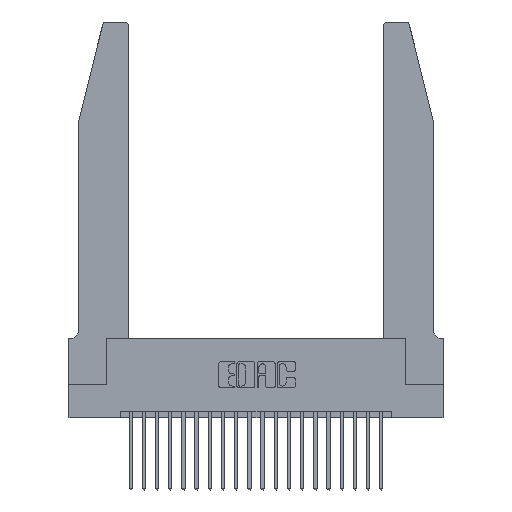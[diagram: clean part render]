
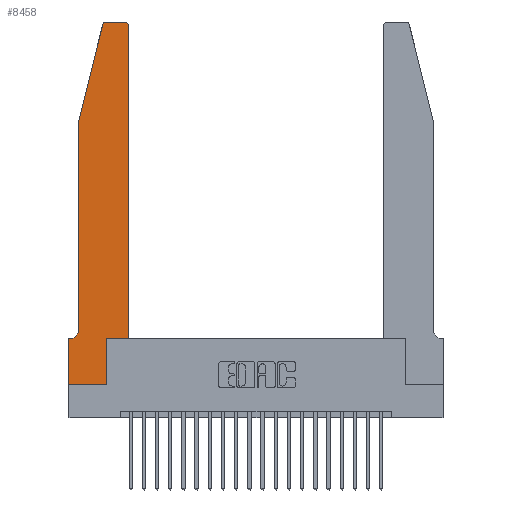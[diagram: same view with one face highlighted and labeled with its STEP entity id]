
A CAD part, top view. The second image highlights one B-rep face of the part: STEP entity #8458.
In plain terms, the highlighted planar face has unit normal (0, 0, 1).
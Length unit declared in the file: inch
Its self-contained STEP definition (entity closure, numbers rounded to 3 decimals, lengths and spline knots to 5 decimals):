
#159 = AXIS2_PLACEMENT_3D ( 'NONE', #8252, #23273, #6880 ) ;
#322 = VERTEX_POINT ( 'NONE', #22992 ) ;
#556 = DIRECTION ( 'NONE',  ( 1., 0., 0. ) ) ;
#760 = CARTESIAN_POINT ( 'NONE',  ( 0.4205, 2.75, 0.37 ) ) ;
#898 = VERTEX_POINT ( 'NONE', #9154 ) ;
#964 = DIRECTION ( 'NONE',  ( 0., 1., 0. ) ) ;
#970 = DIRECTION ( 'NONE',  ( -0.239, -0.971, 0. ) ) ;
#1027 = CARTESIAN_POINT ( 'NONE',  ( 0., 0., 0.37 ) ) ;
#1236 = EDGE_CURVE ( 'NONE', #1351, #7041, #10168, .T. ) ;
#1351 = VERTEX_POINT ( 'NONE', #20338 ) ;
#1629 = VERTEX_POINT ( 'NONE', #18518 ) ;
#1932 = LINE ( 'NONE', #22881, #15786 ) ;
#2218 = CARTESIAN_POINT ( 'NONE',  ( 0.4205, 2.72, 0.37 ) ) ;
#2343 = CIRCLE ( 'NONE', #8200, 0.07 ) ;
#2362 = VERTEX_POINT ( 'NONE', #18358 ) ;
#2395 = ORIENTED_EDGE ( 'NONE', *, *, #9869, .T. ) ;
#2510 = VECTOR ( 'NONE', #4167, 39.37008 ) ;
#2673 = ORIENTED_EDGE ( 'NONE', *, *, #4679, .T. ) ;
#2709 = LINE ( 'NONE', #8910, #9229 ) ;
#3412 = EDGE_CURVE ( 'NONE', #15772, #322, #5529, .T. ) ;
#3530 = LINE ( 'NONE', #14579, #9186 ) ;
#3802 = EDGE_CURVE ( 'NONE', #898, #10855, #2709, .T. ) ;
#3840 = VECTOR ( 'NONE', #970, 39.37008 ) ;
#3896 = VECTOR ( 'NONE', #8831, 39.37008 ) ;
#3910 = ORIENTED_EDGE ( 'NONE', *, *, #6510, .T. ) ;
#4022 = CARTESIAN_POINT ( 'NONE',  ( 0.0055, 0.42, 0.37 ) ) ;
#4167 = DIRECTION ( 'NONE',  ( 0., -1., 0. ) ) ;
#4679 = EDGE_CURVE ( 'NONE', #2362, #1629, #3530, .T. ) ;
#5427 = ORIENTED_EDGE ( 'NONE', *, *, #14154, .T. ) ;
#5529 = CIRCLE ( 'NONE', #159, 0.03 ) ;
#5797 = DIRECTION ( 'NONE',  ( 0., 0., 1. ) ) ;
#6510 = EDGE_CURVE ( 'NONE', #7041, #17894, #13148, .T. ) ;
#6662 = DIRECTION ( 'NONE',  ( -1., 0., 0. ) ) ;
#6880 = DIRECTION ( 'NONE',  ( 1., 0., 0. ) ) ;
#7041 = VERTEX_POINT ( 'NONE', #20421 ) ;
#7623 = DIRECTION ( 'NONE',  ( -1., 0., 0. ) ) ;
#7851 = ORIENTED_EDGE ( 'NONE', *, *, #21249, .T. ) ;
#8016 = CARTESIAN_POINT ( 'NONE',  ( 0.2865, 0., 0.37 ) ) ;
#8124 = CARTESIAN_POINT ( 'NONE',  ( 0., 0.35, 0.37 ) ) ;
#8200 = AXIS2_PLACEMENT_3D ( 'NONE', #4022, #16647, #7623 ) ;
#8252 = CARTESIAN_POINT ( 'NONE',  ( 0.284, 2.72, 0.37 ) ) ;
#8458 = ADVANCED_FACE ( 'NONE', ( #15292 ), #13418, .T. ) ;
#8577 = CARTESIAN_POINT ( 'NONE',  ( 0.0755, 2., 0.37 ) ) ;
#8586 = AXIS2_PLACEMENT_3D ( 'NONE', #8124, #5797, #9739 ) ;
#8590 = CARTESIAN_POINT ( 'NONE',  ( 0.2865, 0.35, 0.37 ) ) ;
#8631 = VERTEX_POINT ( 'NONE', #19109 ) ;
#8831 = DIRECTION ( 'NONE',  ( 0., 1., 0. ) ) ;
#8881 = VERTEX_POINT ( 'NONE', #760 ) ;
#8888 = DIRECTION ( 'NONE',  ( -1., 0., 0. ) ) ;
#8910 = CARTESIAN_POINT ( 'NONE',  ( 0.4505, 0.35, 0.37 ) ) ;
#9154 = CARTESIAN_POINT ( 'NONE',  ( 0.4505, 0.35, 0.37 ) ) ;
#9186 = VECTOR ( 'NONE', #10929, 39.37008 ) ;
#9229 = VECTOR ( 'NONE', #964, 39.37008 ) ;
#9739 = DIRECTION ( 'NONE',  ( 1., 0., 0. ) ) ;
#9869 = EDGE_CURVE ( 'NONE', #8881, #15772, #22336, .T. ) ;
#10168 = LINE ( 'NONE', #16478, #2510 ) ;
#10207 = CARTESIAN_POINT ( 'NONE',  ( 0.4505, 0.35, 0.37 ) ) ;
#10443 = CARTESIAN_POINT ( 'NONE',  ( 0.284, 2.75, 0.37 ) ) ;
#10855 = VERTEX_POINT ( 'NONE', #11149 ) ;
#10929 = DIRECTION ( 'NONE',  ( 0., -1., 0. ) ) ;
#11149 = CARTESIAN_POINT ( 'NONE',  ( 0.4505, 2.72, 0.37 ) ) ;
#11424 = EDGE_LOOP ( 'NONE', ( #2395, #16564, #7851, #2673, #16054, #18040, #18879, #3910, #5427, #20648, #12773, #12872 ) ) ;
#11770 = VERTEX_POINT ( 'NONE', #20076 ) ;
#12344 = EDGE_CURVE ( 'NONE', #10855, #8881, #12814, .T. ) ;
#12694 = LINE ( 'NONE', #8590, #3896 ) ;
#12724 = VECTOR ( 'NONE', #8888, 39.37008 ) ;
#12773 = ORIENTED_EDGE ( 'NONE', *, *, #3802, .T. ) ;
#12814 = CIRCLE ( 'NONE', #20877, 0.03 ) ;
#12872 = ORIENTED_EDGE ( 'NONE', *, *, #12344, .T. ) ;
#13148 = LINE ( 'NONE', #1027, #18478 ) ;
#13418 = PLANE ( 'NONE',  #8586 ) ;
#14154 = EDGE_CURVE ( 'NONE', #17894, #11770, #12694, .T. ) ;
#14183 = EDGE_CURVE ( 'NONE', #8631, #1351, #1932, .T. ) ;
#14378 = VECTOR ( 'NONE', #23105, 39.37008 ) ;
#14579 = CARTESIAN_POINT ( 'NONE',  ( 0.0755, 2., 0.37 ) ) ;
#15292 = FACE_OUTER_BOUND ( 'NONE', #11424, .T. ) ;
#15769 = LINE ( 'NONE', #10207, #14378 ) ;
#15772 = VERTEX_POINT ( 'NONE', #10443 ) ;
#15786 = VECTOR ( 'NONE', #6662, 39.37008 ) ;
#15804 = CARTESIAN_POINT ( 'NONE',  ( 0.2605, 2.75, 0.37 ) ) ;
#16054 = ORIENTED_EDGE ( 'NONE', *, *, #17243, .T. ) ;
#16478 = CARTESIAN_POINT ( 'NONE',  ( 0., 0., 0.37 ) ) ;
#16564 = ORIENTED_EDGE ( 'NONE', *, *, #3412, .T. ) ;
#16647 = DIRECTION ( 'NONE',  ( 0., 0., -1. ) ) ;
#17243 = EDGE_CURVE ( 'NONE', #1629, #8631, #2343, .T. ) ;
#17894 = VERTEX_POINT ( 'NONE', #8016 ) ;
#18040 = ORIENTED_EDGE ( 'NONE', *, *, #14183, .T. ) ;
#18358 = CARTESIAN_POINT ( 'NONE',  ( 0.0755, 2., 0.37 ) ) ;
#18478 = VECTOR ( 'NONE', #20840, 39.37008 ) ;
#18518 = CARTESIAN_POINT ( 'NONE',  ( 0.0755, 0.42, 0.37 ) ) ;
#18541 = DIRECTION ( 'NONE',  ( 0., 0., 1. ) ) ;
#18808 = LINE ( 'NONE', #8577, #3840 ) ;
#18879 = ORIENTED_EDGE ( 'NONE', *, *, #1236, .T. ) ;
#19109 = CARTESIAN_POINT ( 'NONE',  ( 0.0055, 0.35, 0.37 ) ) ;
#19529 = EDGE_CURVE ( 'NONE', #11770, #898, #15769, .T. ) ;
#20076 = CARTESIAN_POINT ( 'NONE',  ( 0.2865, 0.35, 0.37 ) ) ;
#20338 = CARTESIAN_POINT ( 'NONE',  ( 0., 0.35, 0.37 ) ) ;
#20421 = CARTESIAN_POINT ( 'NONE',  ( 0., 0., 0.37 ) ) ;
#20648 = ORIENTED_EDGE ( 'NONE', *, *, #19529, .T. ) ;
#20840 = DIRECTION ( 'NONE',  ( 1., 0., 0. ) ) ;
#20877 = AXIS2_PLACEMENT_3D ( 'NONE', #2218, #18541, #556 ) ;
#21249 = EDGE_CURVE ( 'NONE', #322, #2362, #18808, .T. ) ;
#22336 = LINE ( 'NONE', #15804, #12724 ) ;
#22881 = CARTESIAN_POINT ( 'NONE',  ( 0.0755, 0.35, 0.37 ) ) ;
#22992 = CARTESIAN_POINT ( 'NONE',  ( 0.25487, 2.72718, 0.37 ) ) ;
#23105 = DIRECTION ( 'NONE',  ( 1., 0., 0. ) ) ;
#23273 = DIRECTION ( 'NONE',  ( 0., 0., 1. ) ) ;
